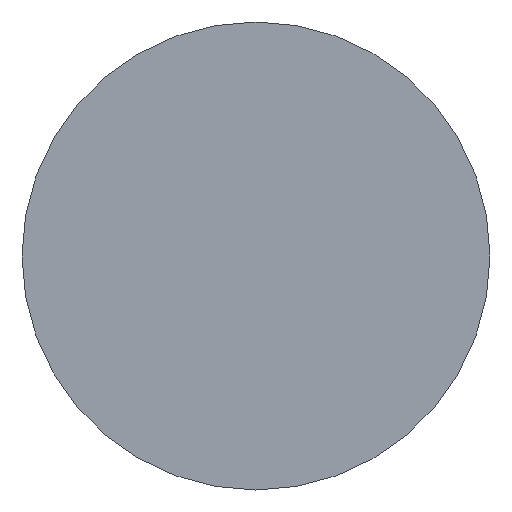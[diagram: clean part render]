
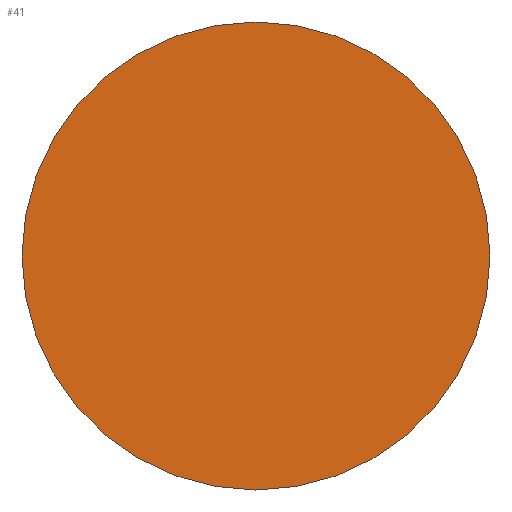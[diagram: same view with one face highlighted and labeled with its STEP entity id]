
A CAD part, left-side view. The second image highlights one B-rep face of the part: STEP entity #41.
In plain terms, the highlighted planar face has unit normal (-1, 0, 0).
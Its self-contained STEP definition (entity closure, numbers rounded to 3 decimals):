
#2 = DIRECTION ( 'NONE',  ( -1., 0., 0. ) ) ;
#3 = DIRECTION ( 'NONE',  ( -1., 0., 0. ) ) ;
#5 = ORIENTED_EDGE ( 'NONE', *, *, #80, .T. ) ;
#26 = CARTESIAN_POINT ( 'NONE',  ( 2398.181, -199.449, 0. ) ) ;
#27 = DIRECTION ( 'NONE',  ( 0., -1., 0. ) ) ;
#28 = AXIS2_PLACEMENT_3D ( 'NONE', #36, #3, #42 ) ;
#30 = EDGE_LOOP ( 'NONE', ( #102, #5 ) ) ;
#36 = CARTESIAN_POINT ( 'NONE',  ( 2398.181, -224.849, 0. ) ) ;
#41 = ADVANCED_FACE ( 'NONE', ( #49 ), #113, .T. ) ;
#42 = DIRECTION ( 'NONE',  ( 0., -1., 0. ) ) ;
#49 = FACE_OUTER_BOUND ( 'NONE', #30, .T. ) ;
#51 = EDGE_CURVE ( 'NONE', #73, #63, #139, .T. ) ;
#53 = CARTESIAN_POINT ( 'NONE',  ( 2398.181, 0., 0. ) ) ;
#63 = VERTEX_POINT ( 'NONE', #26 ) ;
#73 = VERTEX_POINT ( 'NONE', #112 ) ;
#74 = DIRECTION ( 'NONE',  ( 0., -1., 0. ) ) ;
#80 = EDGE_CURVE ( 'NONE', #63, #73, #131, .T. ) ;
#102 = ORIENTED_EDGE ( 'NONE', *, *, #51, .T. ) ;
#104 = DIRECTION ( 'NONE',  ( -1., 0., 0. ) ) ;
#111 = CARTESIAN_POINT ( 'NONE',  ( 2398.181, -224.849, 0. ) ) ;
#112 = CARTESIAN_POINT ( 'NONE',  ( 2398.181, -250.249, 0. ) ) ;
#113 = PLANE ( 'NONE',  #164 ) ;
#121 = AXIS2_PLACEMENT_3D ( 'NONE', #111, #104, #27 ) ;
#131 = CIRCLE ( 'NONE', #28, 25.4 ) ;
#139 = CIRCLE ( 'NONE', #121, 25.4 ) ;
#164 = AXIS2_PLACEMENT_3D ( 'NONE', #53, #2, #74 ) ;
